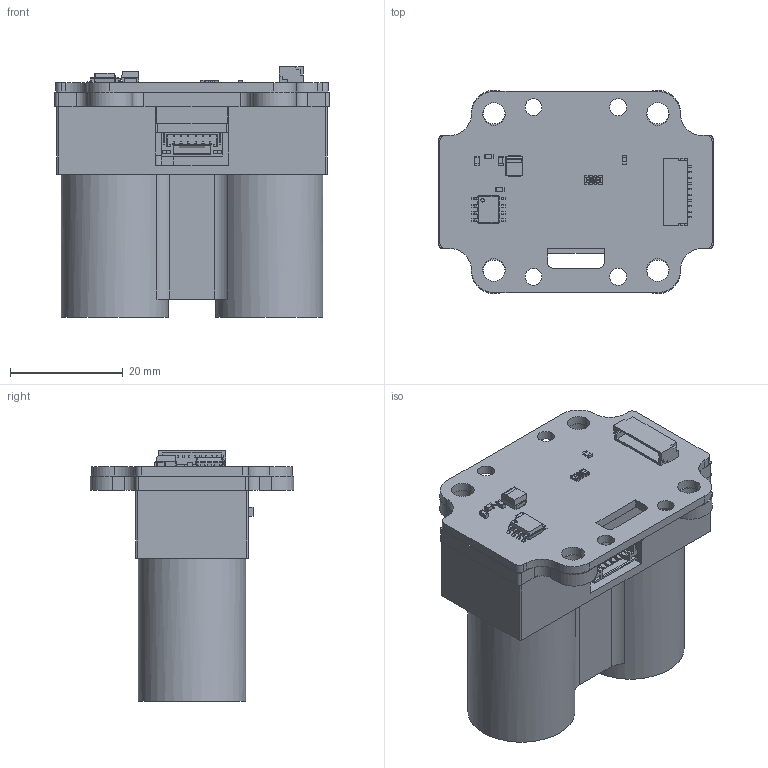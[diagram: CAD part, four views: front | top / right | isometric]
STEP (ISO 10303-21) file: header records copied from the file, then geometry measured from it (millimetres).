
FILE_DESCRIPTION(('FreeCAD Model'),'2;1');
FILE_NAME('laser-range-finder.step','2017-11-06T11:12:47',('kicad StepUp'),('ksu MCAD'), 'Open CASCADE STEP processor 6.8','FreeCAD','Unknown');
FILE_SCHEMA(('AUTOMOTIVE_DESIGN_CC2 { 1 2 10303 214 -1 1 5 4 }'));
Length unit declared in the file: millimetre
Products named in the file (11): Pcb; R_0603_; C_0603_; C_0603_001; C_0603_002; C_0603_003; soic_8_39x49_p127_; R_4x0603_; SM10B-SRSS_; Tantalum_B_3528H21_; Garmin_LIDAR-Lite_v3_
Bounding box: 48.5 x 36 x 44.4 mm (x, y, z)
Volume: 30050.5 mm3; surface area: 13310.8 mm2
Topology: 14 solids, 14 shells, 1415 faces, 3925 edges, 2539 vertices
Faces by surface type: plane 1009, cylinder 207, bspline 179, torus 8, revolution 8, cone 2, sphere 2
Full cylindrical faces by diameter (mm): 0.6 x1, 1.8 x1, 3 x4, 3.9 x4, 4 x4, 12.8 x1, 14.8 x2, 19 x2
Entity records: 55729 total; most frequent: CARTESIAN_POINT 10461, ORIENTED_EDGE 7862, DIRECTION 6519, EDGE_CURVE 3917, LINE 3113, VECTOR 3113, VERTEX_POINT 2539, AXIS2_PLACEMENT_3D 1699
